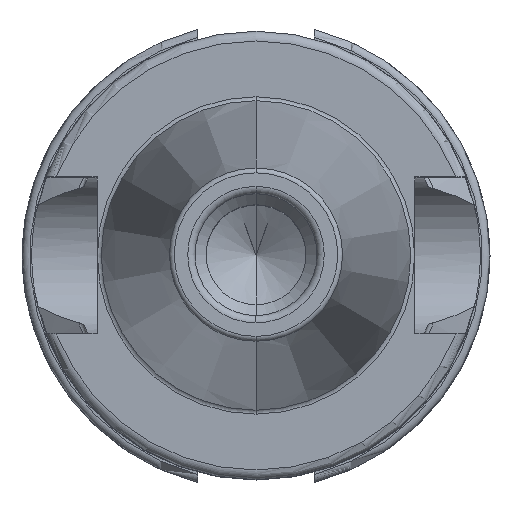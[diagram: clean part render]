
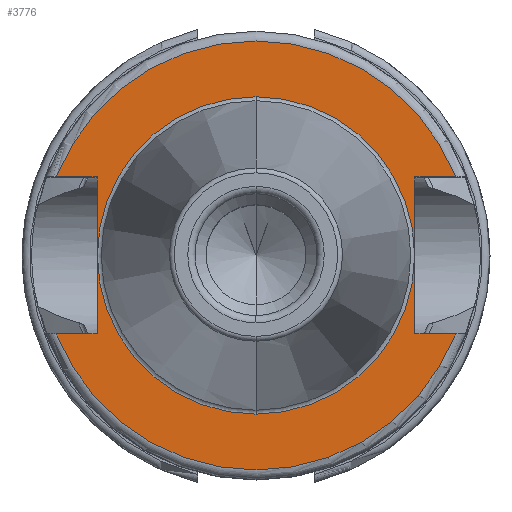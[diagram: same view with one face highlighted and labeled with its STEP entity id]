
A CAD part, top view. The second image highlights one B-rep face of the part: STEP entity #3776.
In plain terms, the highlighted planar face has unit normal (0, 0, 1).
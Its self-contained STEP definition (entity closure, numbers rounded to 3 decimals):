
#1353=DIRECTION('',(1,0,0));
#1354=VECTOR('',#1353,4.174);
#1355=CARTESIAN_POINT('',(-20.474,-8.05,20));
#1356=LINE('',#1355,#1354);
#1357=DIRECTION('',(0,1,0));
#1358=VECTOR('',#1357,16.1);
#1359=CARTESIAN_POINT('',(-16.3,-8.05,20));
#1360=LINE('',#1359,#1358);
#1361=DIRECTION('',(1,0,0));
#1362=VECTOR('',#1361,4.174);
#1363=CARTESIAN_POINT('',(-20.474,8.05,20));
#1364=LINE('',#1363,#1362);
#1365=DIRECTION('',(-1,0,0));
#1366=VECTOR('',#1365,4.174);
#1367=CARTESIAN_POINT('',(20.474,8.05,20));
#1368=LINE('',#1367,#1366);
#1369=DIRECTION('',(0,-1,0));
#1370=VECTOR('',#1369,16.1);
#1371=CARTESIAN_POINT('',(16.3,8.05,20));
#1372=LINE('',#1371,#1370);
#1373=DIRECTION('',(-1,0,0));
#1374=VECTOR('',#1373,4.174);
#1375=CARTESIAN_POINT('',(20.474,-8.05,20));
#1376=LINE('',#1375,#1374);
#1387=CARTESIAN_POINT('',(0,0,20));
#1388=DIRECTION('',(0,0,1));
#1389=DIRECTION('',(0,1,0));
#1390=AXIS2_PLACEMENT_3D('',#1387,#1388,#1389);
#1392=CARTESIAN_POINT('',(0,0,20));
#1393=DIRECTION('',(0,0,-1));
#1394=DIRECTION('',(0,1,0));
#1395=AXIS2_PLACEMENT_3D('',#1392,#1393,#1394);
#1686=CARTESIAN_POINT('',(0,0,20));
#1687=DIRECTION('',(0,0,1));
#1688=DIRECTION('',(-0.931,-0.366,0));
#1689=AXIS2_PLACEMENT_3D('',#1686,#1687,#1688);
#1703=CARTESIAN_POINT('',(0,0,20));
#1704=DIRECTION('',(0,0,1));
#1705=DIRECTION('',(0.931,0.366,0));
#1706=AXIS2_PLACEMENT_3D('',#1703,#1704,#1705);
#2047=CARTESIAN_POINT('',(-20.474,-8.05,20));
#2048=CARTESIAN_POINT('',(-16.3,-8.05,20));
#2049=VERTEX_POINT('',#2047);
#2050=VERTEX_POINT('',#2048);
#2051=CARTESIAN_POINT('',(-16.3,8.05,20));
#2052=VERTEX_POINT('',#2051);
#2053=CARTESIAN_POINT('',(-20.474,8.05,20));
#2054=VERTEX_POINT('',#2053);
#2055=CARTESIAN_POINT('',(16.3,8.05,20));
#2056=CARTESIAN_POINT('',(16.3,-8.05,20));
#2057=VERTEX_POINT('',#2055);
#2058=VERTEX_POINT('',#2056);
#2059=CARTESIAN_POINT('',(20.474,-8.05,20));
#2060=VERTEX_POINT('',#2059);
#2061=CARTESIAN_POINT('',(20.474,8.05,20));
#2062=VERTEX_POINT('',#2061);
#2109=CARTESIAN_POINT('',(0,16.275,20));
#2111=VERTEX_POINT('',#2109);
#2115=CARTESIAN_POINT('',(0,-16.275,20));
#2117=VERTEX_POINT('',#2115);
#3753=CARTESIAN_POINT('',(0,0,20));
#3754=DIRECTION('',(0,0,-1));
#3755=DIRECTION('',(0,-1,0));
#3756=AXIS2_PLACEMENT_3D('',#3753,#3754,#3755);
#3757=PLANE('',#3756);
#3758=ORIENTED_EDGE('',*,*,#3744,.T.);
#3759=ORIENTED_EDGE('',*,*,#3570,.T.);
#3760=ORIENTED_EDGE('',*,*,#3589,.F.);
#3762=ORIENTED_EDGE('',*,*,#3761,.F.);
#3763=ORIENTED_EDGE('',*,*,#3669,.T.);
#3764=ORIENTED_EDGE('',*,*,#3687,.T.);
#3765=ORIENTED_EDGE('',*,*,#3704,.F.);
#3767=ORIENTED_EDGE('',*,*,#3766,.F.);
#3768=EDGE_LOOP('',(#3758,#3759,#3760,#3762,#3763,#3764,#3765,#3767));
#3769=FACE_OUTER_BOUND('',#3768,.F.);
#3771=ORIENTED_EDGE('',*,*,#3770,.T.);
#3773=ORIENTED_EDGE('',*,*,#3772,.F.);
#3774=EDGE_LOOP('',(#3771,#3773));
#3775=FACE_BOUND('',#3774,.F.);
#3776=ADVANCED_FACE('',(#3769,#3775),#3757,.F.);
#1391=CIRCLE('',#1390,16.275);
#1396=CIRCLE('',#1395,16.275);
#1690=CIRCLE('',#1689,22);
#1707=CIRCLE('',#1706,22);
#3570=EDGE_CURVE('',#2050,#2052,#1360,.T.);
#3589=EDGE_CURVE('',#2054,#2052,#1364,.T.);
#3669=EDGE_CURVE('',#2062,#2057,#1368,.T.);
#3687=EDGE_CURVE('',#2057,#2058,#1372,.T.);
#3704=EDGE_CURVE('',#2060,#2058,#1376,.T.);
#3744=EDGE_CURVE('',#2049,#2050,#1356,.T.);
#3761=EDGE_CURVE('',#2062,#2054,#1707,.T.);
#3766=EDGE_CURVE('',#2049,#2060,#1690,.T.);
#3770=EDGE_CURVE('',#2111,#2117,#1391,.T.);
#3772=EDGE_CURVE('',#2111,#2117,#1396,.T.);
